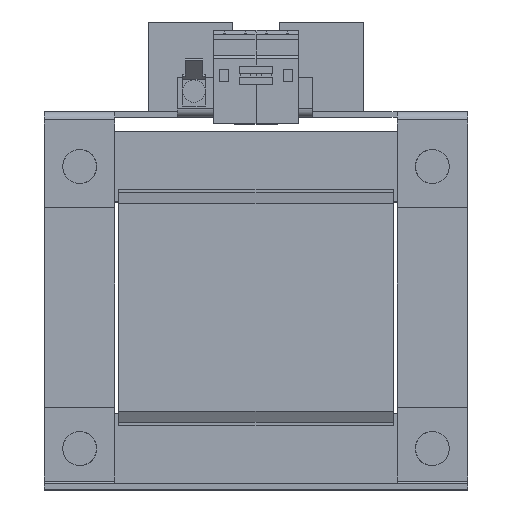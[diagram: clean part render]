
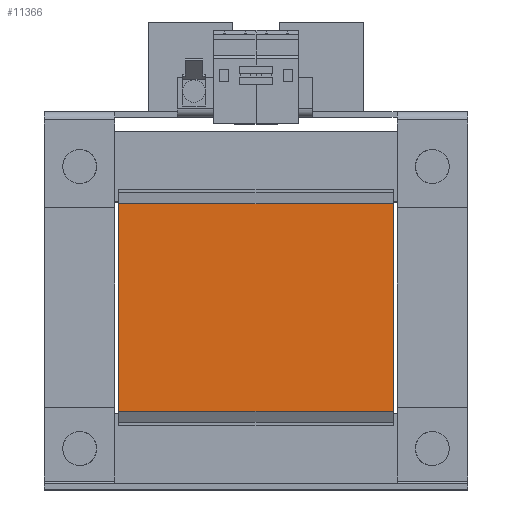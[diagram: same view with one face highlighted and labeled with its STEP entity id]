
A CAD part, top view. The second image highlights one B-rep face of the part: STEP entity #11366.
In plain terms, the highlighted planar face has unit normal (0, 0, 1).
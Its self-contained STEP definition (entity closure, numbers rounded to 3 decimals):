
#374 = DIRECTION ( 'NONE',  ( -1., 0., 0. ) ) ;
#499 = VECTOR ( 'NONE', #826, 1000. ) ;
#790 = DIRECTION ( 'NONE',  ( -1., 0., 0. ) ) ;
#826 = DIRECTION ( 'NONE',  ( 0., -1., 0. ) ) ;
#1543 = EDGE_LOOP ( 'NONE', ( #6617, #13615, #2940, #12096 ) ) ;
#1843 = CARTESIAN_POINT ( 'NONE',  ( 48.6, 36.75, 62.15 ) ) ;
#2313 = CARTESIAN_POINT ( 'NONE',  ( -48.6, -36.75, 62.15 ) ) ;
#2940 = ORIENTED_EDGE ( 'NONE', *, *, #9579, .F. ) ;
#3313 = VECTOR ( 'NONE', #9587, 1000. ) ;
#3418 = LINE ( 'NONE', #11954, #499 ) ;
#4809 = CARTESIAN_POINT ( 'NONE',  ( 48.6, 0., 62.15 ) ) ;
#4912 = DIRECTION ( 'NONE',  ( 0., 0., -1. ) ) ;
#5027 = LINE ( 'NONE', #11678, #3313 ) ;
#5816 = LINE ( 'NONE', #11714, #11011 ) ;
#6423 = VERTEX_POINT ( 'NONE', #10430 ) ;
#6617 = ORIENTED_EDGE ( 'NONE', *, *, #11695, .T. ) ;
#6987 = PLANE ( 'NONE',  #9063 ) ;
#8047 = VERTEX_POINT ( 'NONE', #1843 ) ;
#8309 = VERTEX_POINT ( 'NONE', #10353 ) ;
#9063 = AXIS2_PLACEMENT_3D ( 'NONE', #4809, #4912, #9160 ) ;
#9071 = CARTESIAN_POINT ( 'NONE',  ( 48.6, 36.75, 62.15 ) ) ;
#9160 = DIRECTION ( 'NONE',  ( 0., 1., 0. ) ) ;
#9579 = EDGE_CURVE ( 'Defeature ausgef�hrt1_26+Defeature ausgef�hrt1_3+Defeature ausgef�hrt1_2+Defeature ausgef�hrt1_4', #8047, #8309, #5027, .T. ) ;
#9587 = DIRECTION ( 'NONE',  ( 0., -1., 0. ) ) ;
#9760 = VECTOR ( 'NONE', #374, 1000. ) ;
#10353 = CARTESIAN_POINT ( 'NONE',  ( 48.6, -36.75, 62.15 ) ) ;
#10430 = CARTESIAN_POINT ( 'NONE',  ( -48.6, 36.75, 62.15 ) ) ;
#11011 = VECTOR ( 'NONE', #790, 1000. ) ;
#11366 = ADVANCED_FACE ( 'Defeature ausgef�hrt1_3', ( #13589 ), #6987, .F. ) ;
#11558 = EDGE_CURVE ( 'Defeature ausgef�hrt1_4+Defeature ausgef�hrt1_3+Defeature ausgef�hrt1_26+Defeature ausgef�hrt1_27', #8309, #14143, #5816, .T. ) ;
#11678 = CARTESIAN_POINT ( 'NONE',  ( 48.6, 0., 62.15 ) ) ;
#11695 = EDGE_CURVE ( 'Defeature ausgef�hrt1_3+Defeature ausgef�hrt1_27+Defeature ausgef�hrt1_2+Defeature ausgef�hrt1_4', #6423, #14143, #3418, .T. ) ;
#11714 = CARTESIAN_POINT ( 'NONE',  ( 48.6, -36.75, 62.15 ) ) ;
#11954 = CARTESIAN_POINT ( 'NONE',  ( -48.6, 0., 62.15 ) ) ;
#12096 = ORIENTED_EDGE ( 'NONE', *, *, #12503, .T. ) ;
#12503 = EDGE_CURVE ( 'Defeature ausgef�hrt1_3+Defeature ausgef�hrt1_2+Defeature ausgef�hrt1_26+Defeature ausgef�hrt1_27', #8047, #6423, #12680, .T. ) ;
#12680 = LINE ( 'NONE', #9071, #9760 ) ;
#13589 = FACE_OUTER_BOUND ( 'NONE', #1543, .T. ) ;
#13615 = ORIENTED_EDGE ( 'NONE', *, *, #11558, .F. ) ;
#14143 = VERTEX_POINT ( 'NONE', #2313 ) ;
